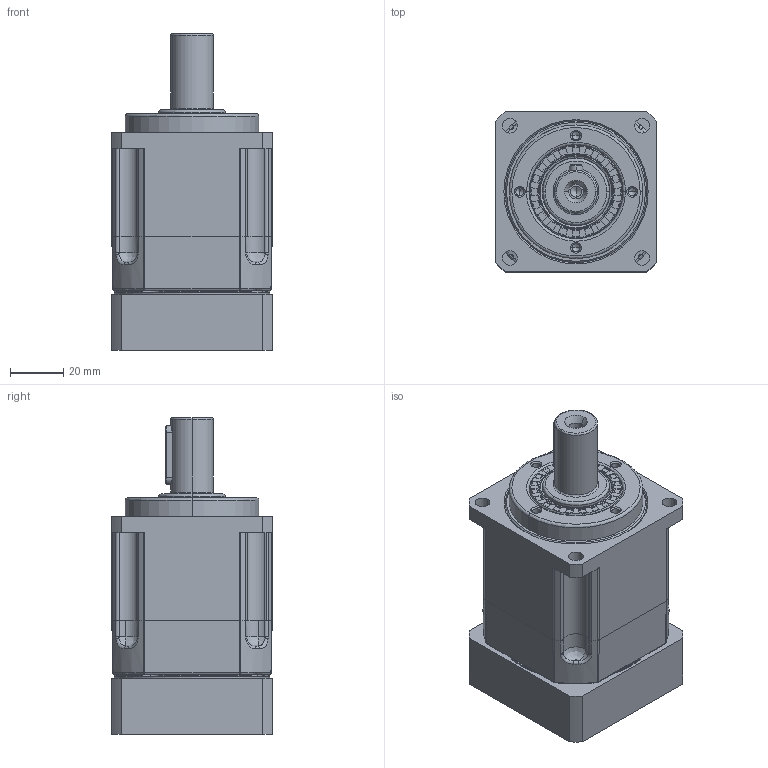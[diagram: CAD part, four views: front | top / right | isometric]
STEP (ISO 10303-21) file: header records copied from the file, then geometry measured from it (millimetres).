
FILE_DESCRIPTION (( 'STEP AP203' ), '1' );
FILE_NAME ('MYA060-L1-8-38.1-66.7-M4-34.STEP', '2023-01-29T13:17:17', ( '' ), ( '' ), 'SwSTEP 2.0', 'SolidWorks 2022', '' );
FILE_SCHEMA (( 'CONFIG_CONTROL_DESIGN' ));
Length unit declared in the file: millimetre
Products named in the file (17): hexagon socket head cap screws gb_GB_FASTENER_SCREWS_HSHCS M4X12-N; MYA060-L1-8-38.1-66.7-M4-34; deep groove ball bearings gb_Rolling bearings 61807 GB 276-94; deep groove ball bearings gb_Rolling bearings 6005 GB 276-94; 轴套14-8; MYA060输入锁紧环; MYA060输入端壳体-开模; deep groove ball bearings gb_Rolling bearings 6004 GB 276-94; MYA060输入法兰-38.1; MYA060输出锁紧螺母; hexagon socket head cap screws gb_GB_FASTENER_SCREWS_HSHCS M5X16-N; MYA060输出内齿圈壳体; plain parallel keys_GB_CONNECTING_PIECE_KEYS_CSK 5X22; hexagon socket head cap screws gb_GB_FASTENER_SCREWS_HSHCS M4X16-N; MYA060输出油封; MYA060输入轴-14; MYA060输出行星架
Assembly tree (22 placements, depth 2):
  MYA060-L1-8-38.1-66.7-M4-34
    MYA060输出内齿圈壳体
    deep groove ball bearings gb_Rolling bearings 61807 GB 276-94
    MYA060输出行星架
    deep groove ball bearings gb_Rolling bearings 6005 GB 276-94
    MYA060输出锁紧螺母
    MYA060输出油封
    deep groove ball bearings gb_Rolling bearings 6004 GB 276-94
    MYA060输入轴-14
    MYA060输入锁紧环
    plain parallel keys_GB_CONNECTING_PIECE_KEYS_CSK 5X22
    hexagon socket head cap screws gb_GB_FASTENER_SCREWS_HSHCS M5X16-N
    hexagon socket head cap screws gb_GB_FASTENER_SCREWS_HSHCS M4X16-N  x4
    MYA060输入端壳体-开模
    hexagon socket head cap screws gb_GB_FASTENER_SCREWS_HSHCS M4X12-N  x4
    MYA060输入法兰-38.1
    轴套14-8
Bounding box: 60 x 60 x 118.5 mm (x, y, z)
Volume: 233782.6 mm3; surface area: 104616.7 mm2
Topology: 22 solids, 22 shells, 1452 faces, 4122 edges, 2611 vertices
Faces by surface type: bspline 529, cylinder 343, plane 340, cone 185, torus 55
Entity records: 59120 total; most frequent: CARTESIAN_POINT 25997, ORIENTED_EDGE 7492, DIRECTION 5611, EDGE_CURVE 3746, VERTEX_POINT 2413, AXIS2_PLACEMENT_3D 2401, CIRCLE 1591, EDGE_LOOP 1437
